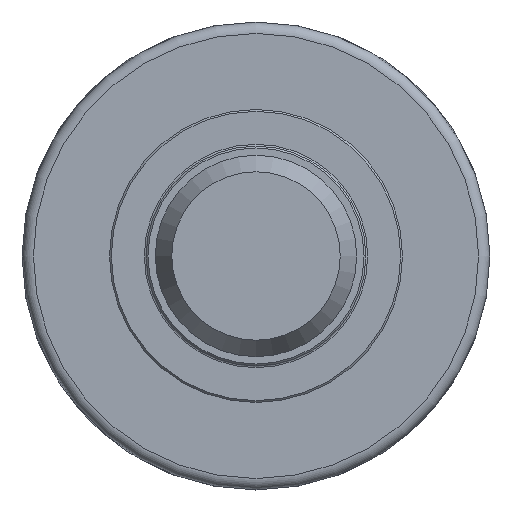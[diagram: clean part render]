
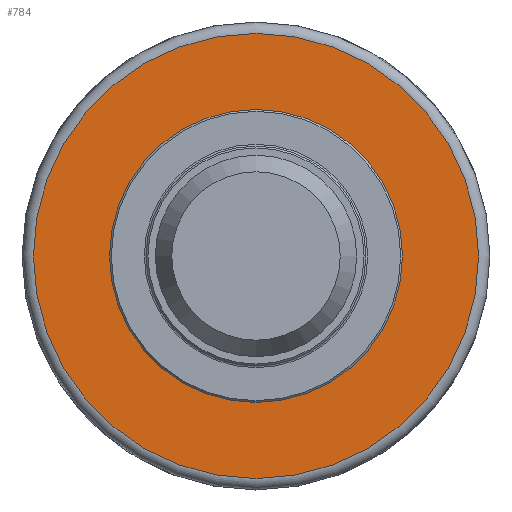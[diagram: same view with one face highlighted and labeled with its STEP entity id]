
A CAD part, left-side view. The second image highlights one B-rep face of the part: STEP entity #784.
In plain terms, the highlighted planar face has unit normal (-1, 0, 0).
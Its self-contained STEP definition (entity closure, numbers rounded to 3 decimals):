
#43=FACE_BOUND('',#176,.T.);
#69=CIRCLE('',#869,40.);
#73=CIRCLE('',#875,60.78);
#74=CIRCLE('',#876,60.78);
#127=FACE_OUTER_BOUND('',#175,.T.);
#175=EDGE_LOOP('',(#615,#616));
#176=EDGE_LOOP('',(#617));
#346=VERTEX_POINT('',#1339);
#350=VERTEX_POINT('',#1350);
#351=VERTEX_POINT('',#1351);
#443=EDGE_CURVE('',#346,#346,#69,.T.);
#448=EDGE_CURVE('',#350,#351,#73,.T.);
#449=EDGE_CURVE('',#351,#350,#74,.T.);
#615=ORIENTED_EDGE('',*,*,#448,.F.);
#616=ORIENTED_EDGE('',*,*,#449,.F.);
#617=ORIENTED_EDGE('',*,*,#443,.T.);
#751=PLANE('',#874);
#784=ADVANCED_FACE('',(#127,#43),#751,.T.);
#869=AXIS2_PLACEMENT_3D('',#1340,#1040,#1041);
#874=AXIS2_PLACEMENT_3D('',#1349,#1051,#1052);
#875=AXIS2_PLACEMENT_3D('',#1352,#1053,#1054);
#876=AXIS2_PLACEMENT_3D('',#1353,#1055,#1056);
#1040=DIRECTION('center_axis',(1.,0.,0.));
#1041=DIRECTION('ref_axis',(0.,1.,0.));
#1051=DIRECTION('center_axis',(-1.,0.,0.));
#1052=DIRECTION('ref_axis',(0.,0.,
-1.));
#1053=DIRECTION('center_axis',(1.,0.,0.));
#1054=DIRECTION('ref_axis',(0.,1.,0.));
#1055=DIRECTION('center_axis',(1.,0.,0.));
#1056=DIRECTION('ref_axis',(0.,1.,0.));
#1339=CARTESIAN_POINT('',(30.1,-40.,0.));
#1340=CARTESIAN_POINT('Origin',(30.1,0.,0.));
#1349=CARTESIAN_POINT('Origin',(30.1,-54.239,0.));
#1350=CARTESIAN_POINT('',(30.1,-60.78,0.));
#1351=CARTESIAN_POINT('',(30.1,0.,-60.78));
#1352=CARTESIAN_POINT('Origin',(30.1,0.,0.));
#1353=CARTESIAN_POINT('Origin',(30.1,0.,0.));
